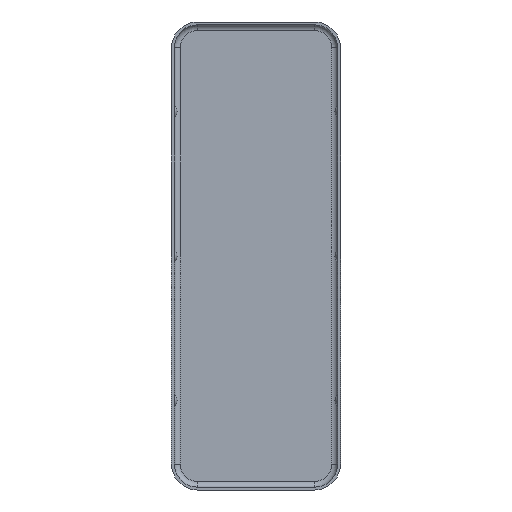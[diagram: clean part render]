
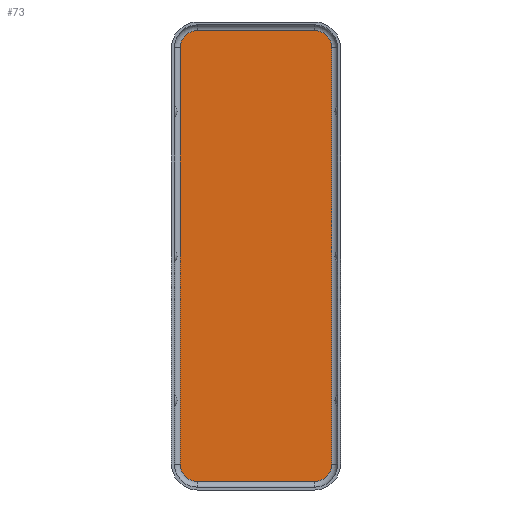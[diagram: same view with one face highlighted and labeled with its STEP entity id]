
A CAD part, front view. The second image highlights one B-rep face of the part: STEP entity #73.
In plain terms, the highlighted planar face has unit normal (0, -1, 0).
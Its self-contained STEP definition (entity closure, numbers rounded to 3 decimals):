
#73 = ADVANCED_FACE( 'NONE', ( #185 ), #186, .T. );
#185 = FACE_OUTER_BOUND( '', #346, .T. );
#186 = PLANE( '', #347 );
#346 = EDGE_LOOP( '', ( #506, #507, #508, #509, #510, #511, #512, #513 ) );
#347 = AXIS2_PLACEMENT_3D( '', #514, #515, #516 );
#506 = ORIENTED_EDGE( '', *, *, #875, .F. );
#507 = ORIENTED_EDGE( '', *, *, #876, .F. );
#508 = ORIENTED_EDGE( '', *, *, #877, .F. );
#509 = ORIENTED_EDGE( '', *, *, #872, .T. );
#510 = ORIENTED_EDGE( '', *, *, #878, .T. );
#511 = ORIENTED_EDGE( '', *, *, #879, .F. );
#512 = ORIENTED_EDGE( '', *, *, #880, .T. );
#513 = ORIENTED_EDGE( '', *, *, #881, .T. );
#514 = CARTESIAN_POINT( '', ( 4.05, 0., -14.4 ) );
#515 = DIRECTION( '', ( 0., -1., 0. ) );
#516 = DIRECTION( '', ( 0., 0., -1. ) );
#872 = EDGE_CURVE( 'NONE', #1014, #1012, #1015, .T. );
#875 = EDGE_CURVE( 'NONE', #1018, #1019, #1020, .T. );
#876 = EDGE_CURVE( 'NONE', #1021, #1018, #1022, .T. );
#877 = EDGE_CURVE( 'NONE', #1014, #1021, #1023, .T. );
#878 = EDGE_CURVE( 'NONE', #1012, #1024, #1025, .T. );
#879 = EDGE_CURVE( 'NONE', #1026, #1024, #1027, .T. );
#880 = EDGE_CURVE( 'NONE', #1026, #1028, #1029, .T. );
#881 = EDGE_CURVE( 'NONE', #1028, #1019, #1030, .T. );
#1012 = VERTEX_POINT( 'NONE', #1211 );
#1014 = VERTEX_POINT( 'NONE', #1213 );
#1015 = CIRCLE( '', #1214, 1.2 );
#1018 = VERTEX_POINT( 'NONE', #1217 );
#1019 = VERTEX_POINT( 'NONE', #1218 );
#1020 = LINE( '', #1219, #1220 );
#1021 = VERTEX_POINT( 'NONE', #1221 );
#1022 = CIRCLE( '', #1222, 1.2 );
#1023 = LINE( '', #1223, #1224 );
#1024 = VERTEX_POINT( 'NONE', #1225 );
#1025 = LINE( '', #1226, #1227 );
#1026 = VERTEX_POINT( 'NONE', #1228 );
#1027 = CIRCLE( '', #1229, 1.2 );
#1028 = VERTEX_POINT( 'NONE', #1230 );
#1029 = LINE( '', #1231, #1232 );
#1030 = CIRCLE( '', #1233, 1.2 );
#1211 = CARTESIAN_POINT( '', ( 4.05, 0., 15.6 ) );
#1213 = CARTESIAN_POINT( '', ( 5.25, 0., 14.4 ) );
#1214 = AXIS2_PLACEMENT_3D( '', #1452, #1453, #1454 );
#1217 = CARTESIAN_POINT( '', ( 4.05, 0., -15.6 ) );
#1218 = CARTESIAN_POINT( '', ( -4.05, 0., -15.6 ) );
#1219 = CARTESIAN_POINT( '', ( 4.05, 0., -15.6 ) );
#1220 = VECTOR( '', #1458, 1000. );
#1221 = CARTESIAN_POINT( '', ( 5.25, 0., -14.4 ) );
#1222 = AXIS2_PLACEMENT_3D( '', #1459, #1460, #1461 );
#1223 = CARTESIAN_POINT( '', ( 5.25, 0., 0. ) );
#1224 = VECTOR( '', #1462, 1000. );
#1225 = CARTESIAN_POINT( '', ( -4.05, 0., 15.6 ) );
#1226 = CARTESIAN_POINT( '', ( 4.05, 0., 15.6 ) );
#1227 = VECTOR( '', #1463, 1000. );
#1228 = CARTESIAN_POINT( '', ( -5.25, 0., 14.4 ) );
#1229 = AXIS2_PLACEMENT_3D( '', #1464, #1465, #1466 );
#1230 = CARTESIAN_POINT( '', ( -5.25, 0., -14.4 ) );
#1231 = CARTESIAN_POINT( '', ( -5.25, 0., 0. ) );
#1232 = VECTOR( '', #1467, 1000. );
#1233 = AXIS2_PLACEMENT_3D( '', #1468, #1469, #1470 );
#1452 = CARTESIAN_POINT( '', ( 4.05, 0., 14.4 ) );
#1453 = DIRECTION( '', ( 0., -1., 0. ) );
#1454 = DIRECTION( '', ( 0., 0., -1. ) );
#1458 = DIRECTION( '', ( -1., 0., 0. ) );
#1459 = CARTESIAN_POINT( '', ( 4.05, 0., -14.4 ) );
#1460 = DIRECTION( '', ( 0., 1., 0. ) );
#1461 = DIRECTION( '', ( 0., 0., 1. ) );
#1462 = DIRECTION( '', ( 0., 0., -1. ) );
#1463 = DIRECTION( '', ( -1., 0., 0. ) );
#1464 = CARTESIAN_POINT( '', ( -4.05, 0., 14.4 ) );
#1465 = DIRECTION( '', ( 0., 1., 0. ) );
#1466 = DIRECTION( '', ( 0., 0., -1. ) );
#1467 = DIRECTION( '', ( 0., 0., -1. ) );
#1468 = CARTESIAN_POINT( '', ( -4.05, 0., -14.4 ) );
#1469 = DIRECTION( '', ( 0., -1., 0. ) );
#1470 = DIRECTION( '', ( 0., 0., 1. ) );
